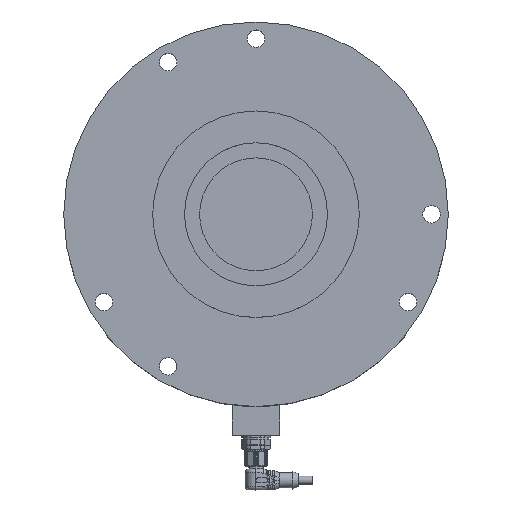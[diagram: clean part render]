
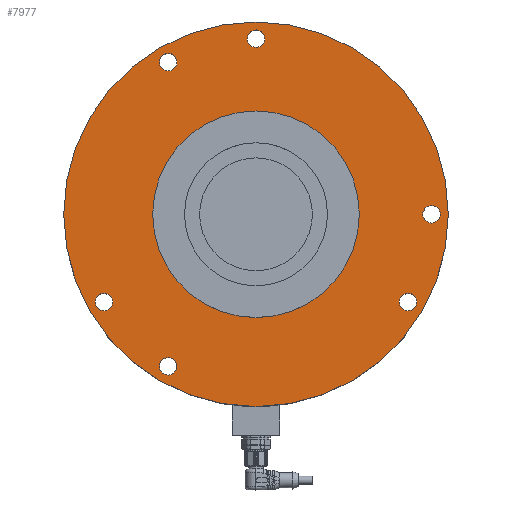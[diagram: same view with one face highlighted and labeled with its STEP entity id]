
A CAD part, top view. The second image highlights one B-rep face of the part: STEP entity #7977.
In plain terms, the highlighted planar face has unit normal (0, 0, 1).
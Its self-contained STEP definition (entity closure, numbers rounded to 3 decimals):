
#12 = DIRECTION ( 'NONE',  ( 1., 0., 0. ) ) ;
#455 = AXIS2_PLACEMENT_3D ( 'NONE', #17912, #8656, #8411 ) ;
#538 = CIRCLE ( 'NONE', #19721, 5.5 ) ;
#978 = CARTESIAN_POINT ( 'NONE',  ( 116., 0., 36. ) ) ;
#988 = AXIS2_PLACEMENT_3D ( 'NONE', #7587, #9579, #6438 ) ;
#1073 = DIRECTION ( 'NONE',  ( 0., 0., -1. ) ) ;
#1415 = CARTESIAN_POINT ( 'NONE',  ( 0., -65., 36. ) ) ;
#1542 = CARTESIAN_POINT ( 'NONE',  ( -95.696, -55.25, 36. ) ) ;
#1654 = FACE_BOUND ( 'NONE', #18229, .T. ) ;
#1873 = CARTESIAN_POINT ( 'NONE',  ( -49.75, 95.696, 36. ) ) ;
#2033 = DIRECTION ( 'NONE',  ( 0., 0., 1. ) ) ;
#2188 = CIRCLE ( 'NONE', #988, 5.5 ) ;
#2222 = AXIS2_PLACEMENT_3D ( 'NONE', #7401, #3154, #20283 ) ;
#2961 = AXIS2_PLACEMENT_3D ( 'NONE', #1542, #10928, #9188 ) ;
#3100 = EDGE_LOOP ( 'NONE', ( #4459 ) ) ;
#3154 = DIRECTION ( 'NONE',  ( 0., 0., -1. ) ) ;
#3306 = AXIS2_PLACEMENT_3D ( 'NONE', #22222, #1073, #6701 ) ;
#3409 = FACE_OUTER_BOUND ( 'NONE', #17462, .T. ) ;
#3527 = FACE_BOUND ( 'NONE', #3100, .T. ) ;
#3789 = EDGE_LOOP ( 'NONE', ( #21588 ) ) ;
#3849 = EDGE_LOOP ( 'NONE', ( #13052 ) ) ;
#4233 = CARTESIAN_POINT ( 'NONE',  ( -90.196, -55.25, 36. ) ) ;
#4352 = VERTEX_POINT ( 'NONE', #15493 ) ;
#4459 = ORIENTED_EDGE ( 'NONE', *, *, #4715, .F. ) ;
#4715 = EDGE_CURVE ( 'NONE', #23428, #23428, #22045, .T. ) ;
#4982 = ORIENTED_EDGE ( 'NONE', *, *, #17235, .T. ) ;
#5530 = FACE_BOUND ( 'NONE', #3849, .T. ) ;
#5615 = VERTEX_POINT ( 'NONE', #20758 ) ;
#6224 = CIRCLE ( 'NONE', #2222, 5.5 ) ;
#6272 = CARTESIAN_POINT ( 'NONE',  ( -65., 0., 36. ) ) ;
#6438 = DIRECTION ( 'NONE',  ( 1., 0., 0. ) ) ;
#6701 = DIRECTION ( 'NONE',  ( 1., 0., 0. ) ) ;
#7110 = CARTESIAN_POINT ( 'NONE',  ( 0., 110.5, 36. ) ) ;
#7401 = CARTESIAN_POINT ( 'NONE',  ( 110.5, 0., 36. ) ) ;
#7549 = PLANE ( 'NONE',  #20852 ) ;
#7587 = CARTESIAN_POINT ( 'NONE',  ( -55.25, 95.696, 36. ) ) ;
#7977 = ADVANCED_FACE ( 'NONE', ( #1654, #5530, #11048, #20671, #13284, #18555, #3527, #3409 ), #7549, .F. ) ;
#8221 = VERTEX_POINT ( 'NONE', #17715 ) ;
#8387 = DIRECTION ( 'NONE',  ( 1., 0., 0. ) ) ;
#8411 = DIRECTION ( 'NONE',  ( -1., 0., 0. ) ) ;
#8656 = DIRECTION ( 'NONE',  ( 0., 0., 1. ) ) ;
#9188 = DIRECTION ( 'NONE',  ( 1., 0., 0. ) ) ;
#9530 = ORIENTED_EDGE ( 'NONE', *, *, #23246, .T. ) ;
#9579 = DIRECTION ( 'NONE',  ( 0., 0., -1. ) ) ;
#9822 = AXIS2_PLACEMENT_3D ( 'NONE', #13664, #2033, #13421 ) ;
#10928 = DIRECTION ( 'NONE',  ( 0., 0., -1. ) ) ;
#11048 = FACE_BOUND ( 'NONE', #12885, .T. ) ;
#11259 = EDGE_CURVE ( 'NONE', #11386, #11386, #2188, .T. ) ;
#11294 = DIRECTION ( 'NONE',  ( 0., 0., -1. ) ) ;
#11386 = VERTEX_POINT ( 'NONE', #1873 ) ;
#11605 = EDGE_CURVE ( 'NONE', #18881, #18881, #20595, .T. ) ;
#12136 = CARTESIAN_POINT ( 'NONE',  ( -55.25, -95.696, 36. ) ) ;
#12399 = EDGE_CURVE ( 'NONE', #5615, #5615, #14621, .T. ) ;
#12885 = EDGE_LOOP ( 'NONE', ( #4982 ) ) ;
#12893 = CIRCLE ( 'NONE', #3306, 5.5 ) ;
#13052 = ORIENTED_EDGE ( 'NONE', *, *, #15918, .T. ) ;
#13284 = FACE_BOUND ( 'NONE', #15688, .T. ) ;
#13421 = DIRECTION ( 'NONE',  ( -1., 0., 0. ) ) ;
#13664 = CARTESIAN_POINT ( 'NONE',  ( 0., 0., 36. ) ) ;
#14149 = EDGE_LOOP ( 'NONE', ( #9530 ) ) ;
#14485 = VERTEX_POINT ( 'NONE', #978 ) ;
#14552 = CIRCLE ( 'NONE', #2961, 5.5 ) ;
#14577 = ORIENTED_EDGE ( 'NONE', *, *, #15119, .T. ) ;
#14621 = CIRCLE ( 'NONE', #15807, 5.5 ) ;
#14735 = DIRECTION ( 'NONE',  ( 1., 0., 0. ) ) ;
#15119 = EDGE_CURVE ( 'NONE', #4352, #4352, #538, .T. ) ;
#15493 = CARTESIAN_POINT ( 'NONE',  ( -49.75, -95.696, 36. ) ) ;
#15688 = EDGE_LOOP ( 'NONE', ( #22430 ) ) ;
#15807 = AXIS2_PLACEMENT_3D ( 'NONE', #7110, #16722, #14735 ) ;
#15918 = EDGE_CURVE ( 'NONE', #17884, #17884, #14552, .T. ) ;
#16722 = DIRECTION ( 'NONE',  ( 0., 0., -1. ) ) ;
#17235 = EDGE_CURVE ( 'NONE', #14485, #14485, #6224, .T. ) ;
#17462 = EDGE_LOOP ( 'NONE', ( #24023 ) ) ;
#17715 = CARTESIAN_POINT ( 'NONE',  ( 101.196, -55.25, 36. ) ) ;
#17884 = VERTEX_POINT ( 'NONE', #4233 ) ;
#17912 = CARTESIAN_POINT ( 'NONE',  ( 0., 0., 36. ) ) ;
#18229 = EDGE_LOOP ( 'NONE', ( #14577 ) ) ;
#18555 = FACE_BOUND ( 'NONE', #3789, .T. ) ;
#18881 = VERTEX_POINT ( 'NONE', #21014 ) ;
#19721 = AXIS2_PLACEMENT_3D ( 'NONE', #12136, #19750, #8387 ) ;
#19750 = DIRECTION ( 'NONE',  ( 0., 0., -1. ) ) ;
#20283 = DIRECTION ( 'NONE',  ( 1., 0., 0. ) ) ;
#20595 = CIRCLE ( 'NONE', #9822, 121. ) ;
#20671 = FACE_BOUND ( 'NONE', #14149, .T. ) ;
#20758 = CARTESIAN_POINT ( 'NONE',  ( 5.5, 110.5, 36. ) ) ;
#20852 = AXIS2_PLACEMENT_3D ( 'NONE', #1415, #11294, #12 ) ;
#21014 = CARTESIAN_POINT ( 'NONE',  ( -121., 0., 36. ) ) ;
#21588 = ORIENTED_EDGE ( 'NONE', *, *, #11259, .T. ) ;
#22045 = CIRCLE ( 'NONE', #455, 65. ) ;
#22222 = CARTESIAN_POINT ( 'NONE',  ( 95.696, -55.25, 36. ) ) ;
#22430 = ORIENTED_EDGE ( 'NONE', *, *, #12399, .T. ) ;
#23246 = EDGE_CURVE ( 'NONE', #8221, #8221, #12893, .T. ) ;
#23428 = VERTEX_POINT ( 'NONE', #6272 ) ;
#24023 = ORIENTED_EDGE ( 'NONE', *, *, #11605, .T. ) ;
